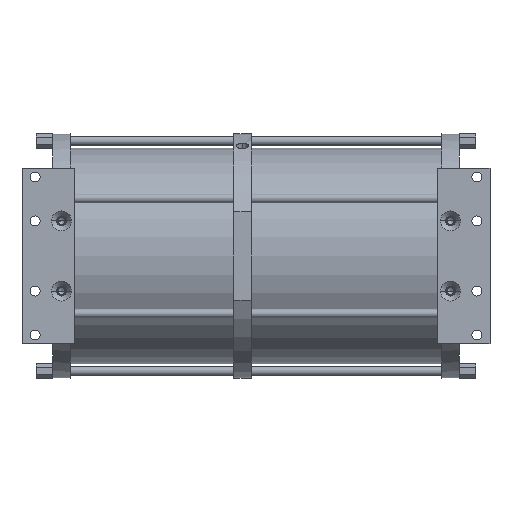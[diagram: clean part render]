
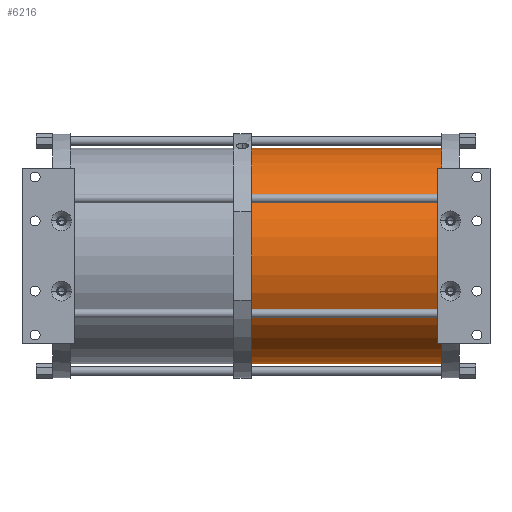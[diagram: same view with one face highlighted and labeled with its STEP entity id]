
A CAD part, front view. The second image highlights one B-rep face of the part: STEP entity #6216.
In plain terms, the highlighted cylindrical face has radius 77.889 mm (diameter 155.778 mm), a partial arc.
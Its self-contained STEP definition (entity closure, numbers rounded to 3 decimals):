
#463=CARTESIAN_POINT('',(134.442,88.955,0.));
#464=DIRECTION('',(-1.,0.,0.));
#465=DIRECTION('',(0.,0.,-1.));
#466=AXIS2_PLACEMENT_3D('',#463,#464,#465);
#1137=CARTESIAN_POINT('',(-3.378,88.955,0.));
#1138=DIRECTION('',(-1.,0.,0.));
#1139=DIRECTION('',(0.,0.,-1.));
#1140=AXIS2_PLACEMENT_3D('',#1137,#1138,#1139);
#2125=DIRECTION('',(-1.,0.,0.));
#2126=VECTOR('',#2125,137.82);
#2127=CARTESIAN_POINT('',(134.442,88.955,77.889));
#2128=LINE('',#2127,#2126);
#2133=DIRECTION('',(-1.,0.,0.));
#2134=VECTOR('',#2133,137.82);
#2135=CARTESIAN_POINT('',(134.442,88.955,-77.889));
#2136=LINE('',#2135,#2134);
#2945=CARTESIAN_POINT('',(134.442,88.955,77.889));
#2946=CARTESIAN_POINT('',(-3.378,88.955,77.889));
#2947=VERTEX_POINT('',#2945);
#2948=VERTEX_POINT('',#2946);
#2953=CARTESIAN_POINT('',(134.442,88.955,-77.889));
#2954=CARTESIAN_POINT('',(-3.378,88.955,-77.889));
#2955=VERTEX_POINT('',#2953);
#2956=VERTEX_POINT('',#2954);
#6205=CARTESIAN_POINT('',(134.442,88.955,0.));
#6206=DIRECTION('',(-1.,0.,0.));
#6207=DIRECTION('',(0.,0.,1.));
#6208=AXIS2_PLACEMENT_3D('',#6205,#6206,#6207);
#6209=CYLINDRICAL_SURFACE('',#6208,77.889);
#6210=ORIENTED_EDGE('',*,*,#6182,.F.);
#6211=ORIENTED_EDGE('',*,*,#3741,.F.);
#6212=ORIENTED_EDGE('',*,*,#6185,.T.);
#6213=ORIENTED_EDGE('',*,*,#4774,.T.);
#6214=EDGE_LOOP('',(#6210,#6211,#6212,#6213));
#6215=FACE_OUTER_BOUND('',#6214,.F.);
#6216=ADVANCED_FACE('',(#6215),#6209,.T.);
#467=CIRCLE('',#466,77.889);
#1141=CIRCLE('',#1140,77.889);
#3741=EDGE_CURVE('',#2955,#2947,#467,.T.);
#4774=EDGE_CURVE('',#2956,#2948,#1141,.T.);
#6182=EDGE_CURVE('',#2947,#2948,#2128,.T.);
#6185=EDGE_CURVE('',#2955,#2956,#2136,.T.);
